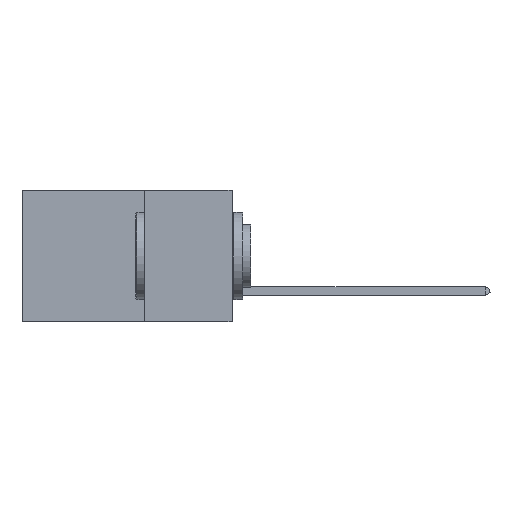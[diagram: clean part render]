
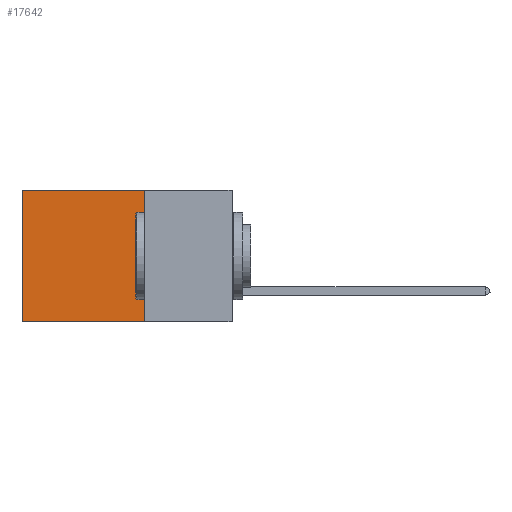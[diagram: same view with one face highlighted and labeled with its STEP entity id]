
A CAD part, left-side view. The second image highlights one B-rep face of the part: STEP entity #17642.
In plain terms, the highlighted planar face has unit normal (-1, 0, 0).
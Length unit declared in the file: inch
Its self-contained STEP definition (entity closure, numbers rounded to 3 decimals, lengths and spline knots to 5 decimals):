
#208 = VERTEX_POINT ( 'NONE', #7414 ) ;
#806 = LINE ( 'NONE', #2903, #9072 ) ;
#1016 = CARTESIAN_POINT ( 'NONE',  ( 0.2875, 0.25, -0.375 ) ) ;
#1106 = DIRECTION ( 'NONE',  ( 1., 0., 0. ) ) ;
#1530 = FACE_OUTER_BOUND ( 'NONE', #6207, .T. ) ;
#2102 = VECTOR ( 'NONE', #9186, 39.37008 ) ;
#2197 = DIRECTION ( 'NONE',  ( 0., 0., -1. ) ) ;
#2408 = DIRECTION ( 'NONE',  ( 0., 0., -1. ) ) ;
#2903 = CARTESIAN_POINT ( 'NONE',  ( 0.2875, 0.25, -0.375 ) ) ;
#3391 = CARTESIAN_POINT ( 'NONE',  ( 0.2875, 0.25, 0. ) ) ;
#4791 = EDGE_CURVE ( 'NONE', #13444, #17537, #11721, .T. ) ;
#5008 = LINE ( 'NONE', #3391, #2102 ) ;
#6207 = EDGE_LOOP ( 'NONE', ( #14292, #16329, #10518, #13729 ) ) ;
#6834 = VECTOR ( 'NONE', #8132, 39.37008 ) ;
#7414 = CARTESIAN_POINT ( 'NONE',  ( 0.2875, 0.25, 0. ) ) ;
#7680 = LINE ( 'NONE', #10720, #8781 ) ;
#8132 = DIRECTION ( 'NONE',  ( 0., 1., 0. ) ) ;
#8781 = VECTOR ( 'NONE', #2197, 39.37008 ) ;
#9072 = VECTOR ( 'NONE', #12863, 39.37008 ) ;
#9186 = DIRECTION ( 'NONE',  ( 0., 1., 0. ) ) ;
#9194 = EDGE_CURVE ( 'NONE', #208, #13444, #806, .T. ) ;
#9711 = PLANE ( 'NONE',  #13637 ) ;
#10169 = EDGE_CURVE ( 'NONE', #208, #16351, #5008, .T. ) ;
#10433 = EDGE_CURVE ( 'NONE', #16351, #17537, #7680, .T. ) ;
#10518 = ORIENTED_EDGE ( 'NONE', *, *, #9194, .F. ) ;
#10720 = CARTESIAN_POINT ( 'NONE',  ( 0.2875, 0.6, -0.375 ) ) ;
#10791 = CARTESIAN_POINT ( 'NONE',  ( 0.2875, 0.25, -0.375 ) ) ;
#10872 = CARTESIAN_POINT ( 'NONE',  ( 0.2875, 0.25, -0.375 ) ) ;
#11721 = LINE ( 'NONE', #10791, #6834 ) ;
#12863 = DIRECTION ( 'NONE',  ( 0., 0., -1. ) ) ;
#13444 = VERTEX_POINT ( 'NONE', #1016 ) ;
#13637 = AXIS2_PLACEMENT_3D ( 'NONE', #10872, #1106, #2408 ) ;
#13729 = ORIENTED_EDGE ( 'NONE', *, *, #10169, .T. ) ;
#13854 = CARTESIAN_POINT ( 'NONE',  ( 0.2875, 0.6, -0.375 ) ) ;
#14292 = ORIENTED_EDGE ( 'NONE', *, *, #10433, .T. ) ;
#16329 = ORIENTED_EDGE ( 'NONE', *, *, #4791, .F. ) ;
#16351 = VERTEX_POINT ( 'NONE', #17965 ) ;
#17537 = VERTEX_POINT ( 'NONE', #13854 ) ;
#17642 = ADVANCED_FACE ( 'NONE', ( #1530 ), #9711, .F. ) ;
#17965 = CARTESIAN_POINT ( 'NONE',  ( 0.2875, 0.6, 0. ) ) ;
